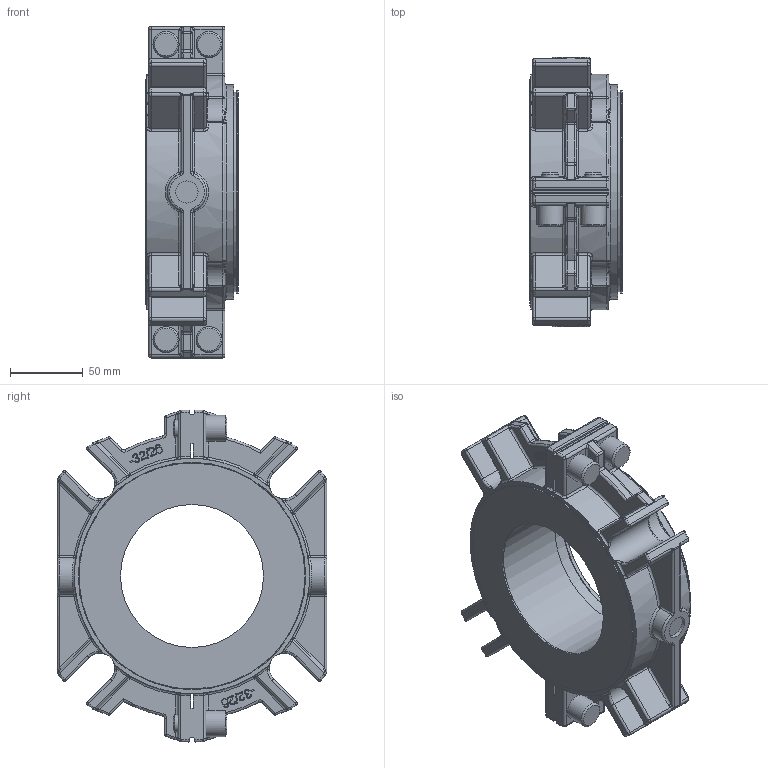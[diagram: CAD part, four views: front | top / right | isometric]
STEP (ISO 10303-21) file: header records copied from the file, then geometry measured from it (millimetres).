
FILE_DESCRIPTION(/* description */ ('Unknown'),/* implementation_level */ '2;1');
FILE_NAME(/* name */ '3.875 RDSX -32_26 SEAL ARRANGEMENT',/* time_stamp */ '2023-02-21T14:38:13-05:00',/* author */ ('Unknown'),/* organization */ ('Unknown'),/* preprocessor_version */ 'ST-DEVELOPER v16.7',/* originating_system */ 'Solid Edge',/* authorisation */ 'Unknown');
FILE_SCHEMA (('AUTOMOTIVE_DESIGN {1 0 10303 214 3 1 1}'));
Length unit declared in the file: millimetre
Products named in the file (1): 3209504
Bounding box: 63.5 x 185.37 x 228.54 mm (x, y, z)
Volume: 1007422.6 mm3; surface area: 134087.1 mm2
Topology: 1 solids, 7 shells, 988 faces, 2409 edges, 1399 vertices
Faces by surface type: cylinder 288, bspline 212, plane 210, torus 180, sphere 80, cone 18
Full cylindrical faces by diameter (mm): 12 x8, 15.342 x2, 18 x4, 98.425 x1, 98.552 x1, 101.6 x1, 137.16 x1, 139.7 x1, 147.32 x1, 155.575 x1, 156.083 x1
Entity records: 30880 total; most frequent: CARTESIAN_POINT 9441, ORIENTED_EDGE 4532, DIRECTION 4398, EDGE_CURVE 2266, AXIS2_PLACEMENT_3D 1813, VERTEX_POINT 1354, EDGE_LOOP 1064, FACE_BOUND 1064
